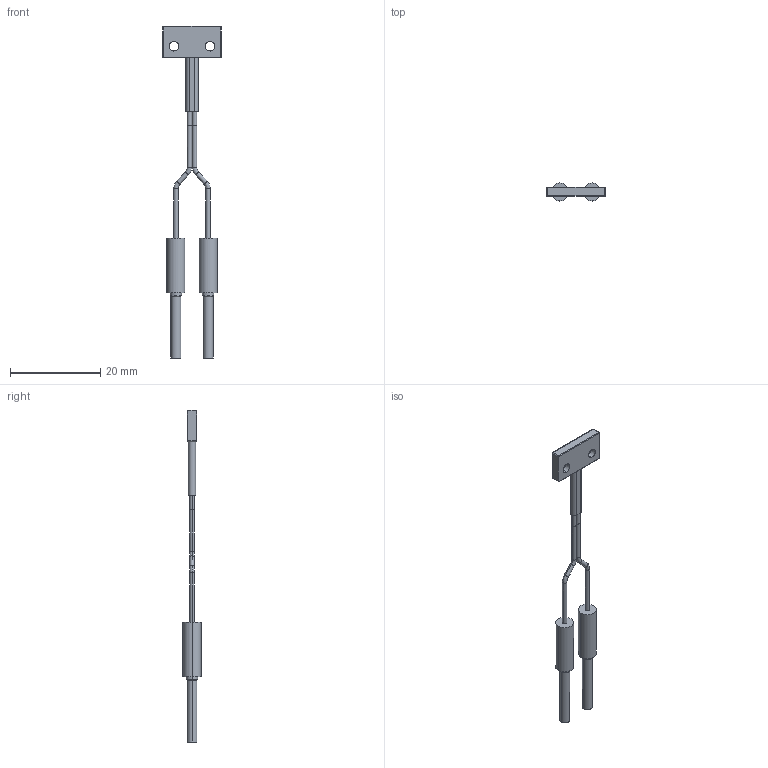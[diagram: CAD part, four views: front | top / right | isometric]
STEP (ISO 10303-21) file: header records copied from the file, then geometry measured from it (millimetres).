
FILE_DESCRIPTION (( 'STEP AP214' ), '1' );
FILE_NAME ('FOACAMPDF41UA_3D.step', '2023-07-24T19:05:44', ( '' ), ( '' ), 'SwSTEP 2.0', 'SolidWorks 2022', '' );
FILE_SCHEMA (( 'AUTOMOTIVE_DESIGN' ));
Length unit declared in the file: millimetre
Products named in the file (1): FOACAMPDF41UA_3D
Bounding box: 13 x 4 x 73.6 mm (x, y, z)
Volume: 654.4 mm3; surface area: 1237.3 mm2
Topology: 1 solids, 1 shells, 98 faces, 210 edges, 124 vertices
Faces by surface type: cylinder 54, plane 20, torus 16, cone 8
Entity records: 3226 total; most frequent: DIRECTION 524, CARTESIAN_POINT 469, ORIENTED_EDGE 420, AXIS2_PLACEMENT_3D 219, EDGE_CURVE 210, VERTEX_POINT 124, CIRCLE 120, EDGE_LOOP 112
